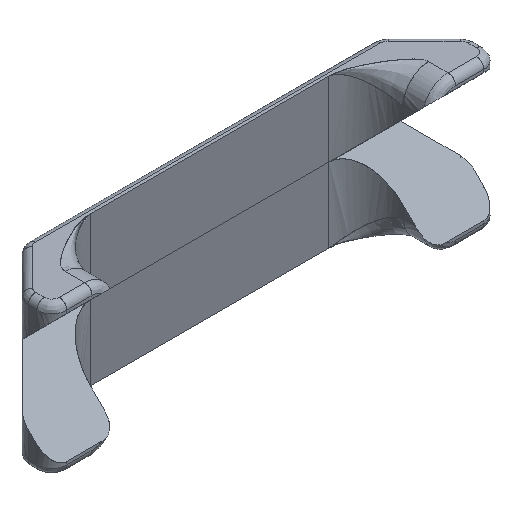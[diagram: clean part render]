
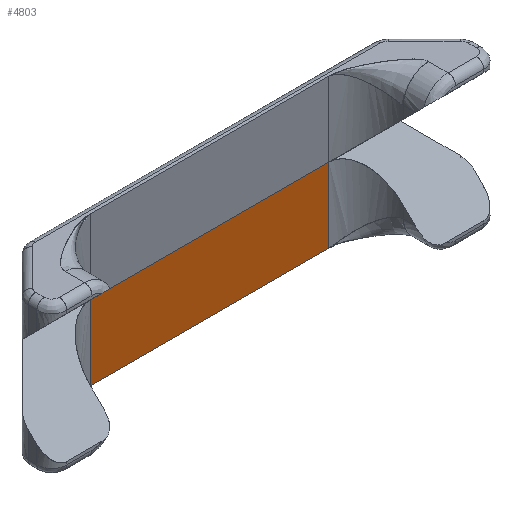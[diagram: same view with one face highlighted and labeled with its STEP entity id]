
A CAD part, isometric view. The second image highlights one B-rep face of the part: STEP entity #4803.
In plain terms, the highlighted free-form (B-spline) face has degree [1, 1] with [2, 2] control points.
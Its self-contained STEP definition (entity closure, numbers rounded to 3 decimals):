
#4803 = ADVANCED_FACE('',(#4804),#4834,.T.);
#4804 = FACE_BOUND('',#4805,.T.);
#4805 = EDGE_LOOP('',(#4806,#4815,#4822,#4829));
#4806 = ORIENTED_EDGE('',*,*,#4807,.T.);
#4807 = EDGE_CURVE('',#4808,#4810,#4812,.T.);
#4808 = VERTEX_POINT('',#4809);
#4809 = CARTESIAN_POINT('',(-26.643,90.078,
    -425.018));
#4810 = VERTEX_POINT('',#4811);
#4811 = CARTESIAN_POINT('',(-26.643,90.078,
    -488.453));
#4812 = B_SPLINE_CURVE_WITH_KNOTS('',1,(#4813,#4814),.UNSPECIFIED.,.F.,
  .F.,(2,2),(0.572,0.873),.PIECEWISE_BEZIER_KNOTS.);
#4813 = CARTESIAN_POINT('',(-26.643,90.078,
    -425.018));
#4814 = CARTESIAN_POINT('',(-26.643,90.078,
    -488.453));
#4815 = ORIENTED_EDGE('',*,*,#4816,.T.);
#4816 = EDGE_CURVE('',#4810,#4817,#4819,.T.);
#4817 = VERTEX_POINT('',#4818);
#4818 = CARTESIAN_POINT('',(-229.636,90.078,
    -488.453));
#4819 = B_SPLINE_CURVE_WITH_KNOTS('',1,(#4820,#4821),.UNSPECIFIED.,.F.,
  .F.,(2,2),(0.,1.),.PIECEWISE_BEZIER_KNOTS.);
#4820 = CARTESIAN_POINT('',(-26.643,90.078,
    -488.453));
#4821 = CARTESIAN_POINT('',(-229.636,90.078,
    -488.453));
#4822 = ORIENTED_EDGE('',*,*,#4823,.T.);
#4823 = EDGE_CURVE('',#4817,#4824,#4826,.T.);
#4824 = VERTEX_POINT('',#4825);
#4825 = CARTESIAN_POINT('',(-229.636,90.078,
    -425.018));
#4826 = B_SPLINE_CURVE_WITH_KNOTS('',1,(#4827,#4828),.UNSPECIFIED.,.F.,
  .F.,(2,2),(0.127,0.428),.PIECEWISE_BEZIER_KNOTS.);
#4827 = CARTESIAN_POINT('',(-229.636,90.078,
    -488.453));
#4828 = CARTESIAN_POINT('',(-229.636,90.078,
    -425.018));
#4829 = ORIENTED_EDGE('',*,*,#4830,.T.);
#4830 = EDGE_CURVE('',#4824,#4808,#4831,.T.);
#4831 = B_SPLINE_CURVE_WITH_KNOTS('',1,(#4832,#4833),.UNSPECIFIED.,.F.,
  .F.,(2,2),(0.,1.),.PIECEWISE_BEZIER_KNOTS.);
#4832 = CARTESIAN_POINT('',(-229.636,90.078,
    -425.018));
#4833 = CARTESIAN_POINT('',(-26.643,90.078,
    -425.018));
#4834 = B_SPLINE_SURFACE_WITH_KNOTS('',1,1,(
    (#4835,#4836)
    ,(#4837,#4838
    )),.UNSPECIFIED.,.F.,.F.,.F.,(2,2),(2,2),(0.,1.),(0.,1.),
  .PIECEWISE_BEZIER_KNOTS.);
#4835 = CARTESIAN_POINT('',(-26.643,90.078,
    -515.096));
#4836 = CARTESIAN_POINT('',(-26.643,90.078,
    -304.49));
#4837 = CARTESIAN_POINT('',(-229.636,90.078,
    -515.096));
#4838 = CARTESIAN_POINT('',(-229.636,90.078,
    -304.49));
